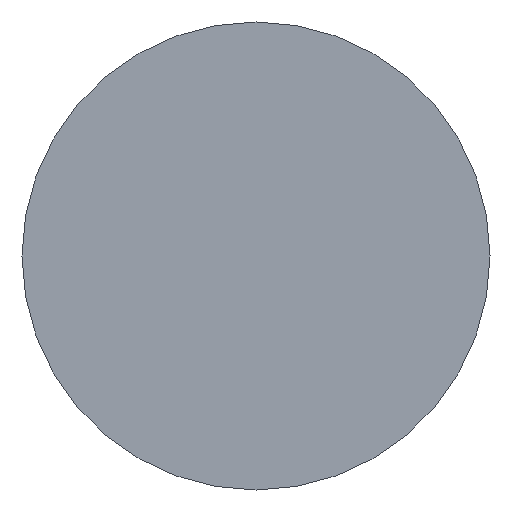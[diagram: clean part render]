
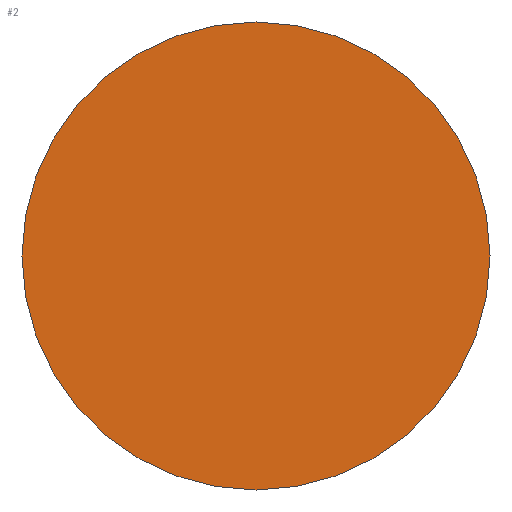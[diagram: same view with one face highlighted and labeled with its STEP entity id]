
A CAD part, front view. The second image highlights one B-rep face of the part: STEP entity #2.
In plain terms, the highlighted planar face has unit normal (0, -1, 0).
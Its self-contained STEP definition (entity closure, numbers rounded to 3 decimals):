
#2 = ADVANCED_FACE ( 'NONE', ( #99 ), #124, .F. ) ;
#5 = DIRECTION ( 'NONE',  ( 0., 1., 0. ) ) ;
#7 = VERTEX_POINT ( 'NONE', #58 ) ;
#11 = AXIS2_PLACEMENT_3D ( 'NONE', #42, #70, #63 ) ;
#18 = DIRECTION ( 'NONE',  ( 0., 1., 0. ) ) ;
#19 = EDGE_CURVE ( 'NONE', #7, #74, #44, .T. ) ;
#31 = EDGE_CURVE ( 'NONE', #74, #7, #65, .T. ) ;
#33 = AXIS2_PLACEMENT_3D ( 'NONE', #85, #18, #113 ) ;
#39 = CARTESIAN_POINT ( 'NONE',  ( 0., 0., 0. ) ) ;
#42 = CARTESIAN_POINT ( 'NONE',  ( 0., 0., 0. ) ) ;
#44 = CIRCLE ( 'NONE', #33, 1.5 ) ;
#47 = DIRECTION ( 'NONE',  ( 0., 0., 1. ) ) ;
#58 = CARTESIAN_POINT ( 'NONE',  ( 0., 0., -1.5 ) ) ;
#63 = DIRECTION ( 'NONE',  ( 0., 0., 1. ) ) ;
#65 = CIRCLE ( 'NONE', #11, 1.5 ) ;
#66 = EDGE_LOOP ( 'NONE', ( #121, #89 ) ) ;
#70 = DIRECTION ( 'NONE',  ( 0., 1., 0. ) ) ;
#71 = AXIS2_PLACEMENT_3D ( 'NONE', #39, #5, #47 ) ;
#74 = VERTEX_POINT ( 'NONE', #114 ) ;
#85 = CARTESIAN_POINT ( 'NONE',  ( 0., 0., 0. ) ) ;
#89 = ORIENTED_EDGE ( 'NONE', *, *, #31, .F. ) ;
#99 = FACE_OUTER_BOUND ( 'NONE', #66, .T. ) ;
#113 = DIRECTION ( 'NONE',  ( 0., 0., 1. ) ) ;
#114 = CARTESIAN_POINT ( 'NONE',  ( 0., 0., 1.5 ) ) ;
#121 = ORIENTED_EDGE ( 'NONE', *, *, #19, .F. ) ;
#124 = PLANE ( 'NONE',  #71 ) ;
